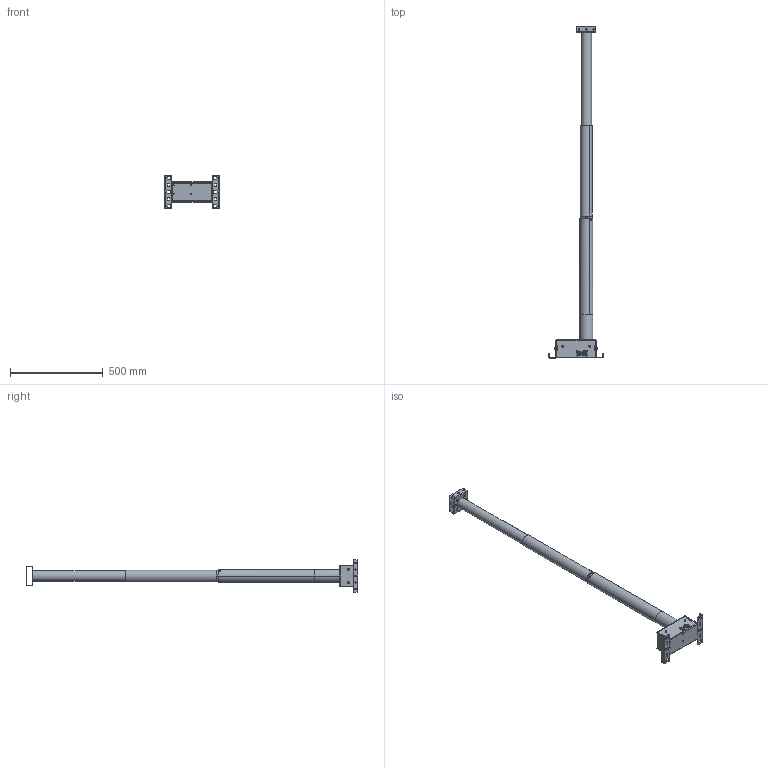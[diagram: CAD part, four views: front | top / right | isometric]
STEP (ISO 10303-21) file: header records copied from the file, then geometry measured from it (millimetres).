
FILE_DESCRIPTION (( 'STEP AP214' ), '1' );
FILE_NAME ('291.001.101_Lifting_Column_Extruded.STEP', '2019-04-26T06:19:28', ( '' ), ( '' ), 'SwSTEP 2.0', 'SolidWorks 2018', '' );
FILE_SCHEMA (( 'AUTOMOTIVE_DESIGN' ));
Length unit declared in the file: millimetre
Products named in the file (1): 291.001.101_Lifting_Column_Extruded
Bounding box: 296 x 1791 x 178 mm (x, y, z)
Surface area: 730951.4 mm2 (no closed solid volume)
Topology: 0 solids, 48 shells, 407 faces, 1762 edges, 1341 vertices
Faces by surface type: cylinder 209, plane 166, torus 26, cone 5, sphere 1
Entity records: 23528 total; most frequent: CARTESIAN_POINT 4238, DIRECTION 3238, ORIENTED_EDGE 2553, EDGE_CURVE 1758, VERTEX_POINT 1341, AXIS2_PLACEMENT_3D 1145, VECTOR 948, LINE 948
